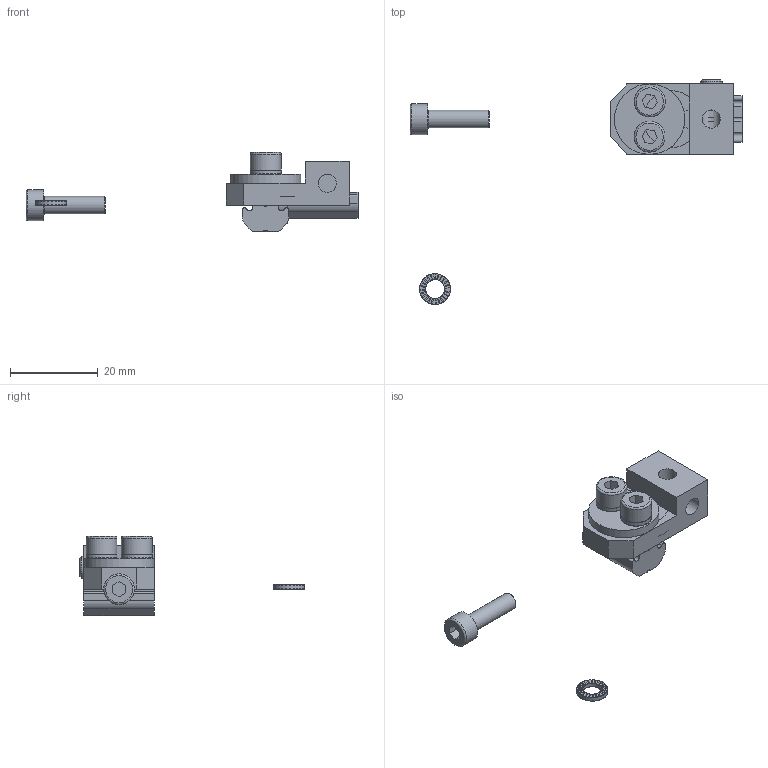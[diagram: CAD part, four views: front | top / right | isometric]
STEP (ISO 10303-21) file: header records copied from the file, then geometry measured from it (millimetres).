
FILE_DESCRIPTION( ( 'STEP AP214' ), '1' );
FILE_NAME( 'CA.WSD.L.M5.M5.stp', '2014-07-11T08:45:19', ( ' ' ), ( ' ' ), 'XStep 1.0', ' ', ' ' );
FILE_SCHEMA( ( 'CONFIG_CONTROL_DESIGN) ( )' ) );
Length unit declared in the file: metre
Products named in the file (9): Assem1; WSD.L.M5.M5; WST.10.1; R.4.SCH; CA.GWP.4.8; V-tcei M  4 x 14; G-EI M  5 x 6
Bounding box: 75.5 x 51.14 x 18 mm (x, y, z)
Volume: 8176.2 mm3; surface area: 8484.9 mm2
Topology: 12 solids, 16 shells, 954 faces, 2764 edges, 1832 vertices
Faces by surface type: plane 878, cylinder 60, cone 8, torus 8
Full cylindrical faces by diameter (mm): 3.242 x4, 4 x4, 4.134 x4, 4.2 x4, 4.3 x4, 5 x2, 7 x8, 12.9 x2, 13 x2, 16 x2
Entity records: 15808 total; most frequent: CARTESIAN_POINT 2809, DIRECTION 2749, ORIENTED_EDGE 2688, EDGE_CURVE 1344, AXIS2_PLACEMENT_3D 927, VERTEX_POINT 907, LINE 895, VECTOR 895
